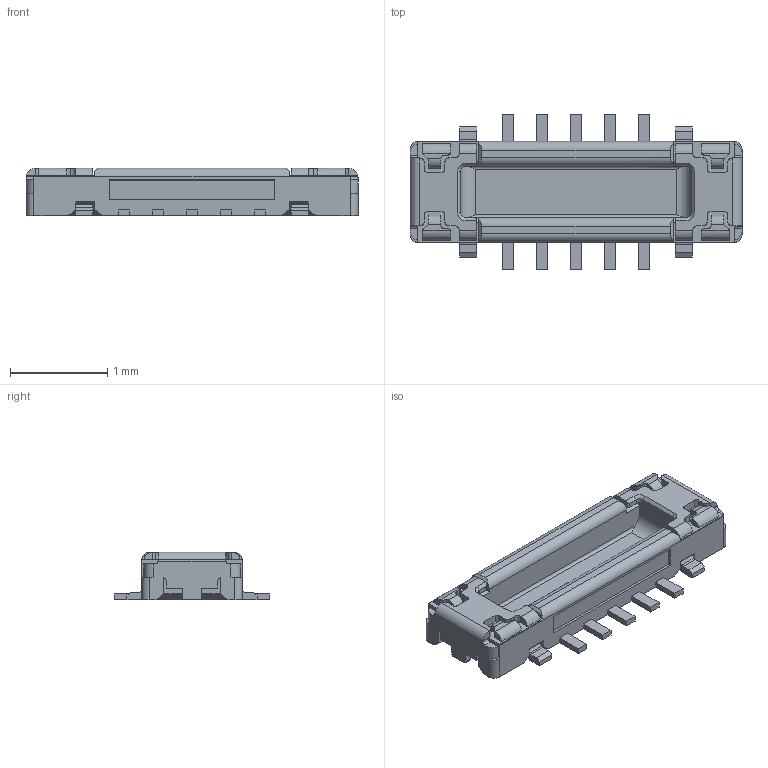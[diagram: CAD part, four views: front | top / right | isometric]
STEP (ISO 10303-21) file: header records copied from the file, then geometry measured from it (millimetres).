
FILE_DESCRIPTION(/* description */ (''),/* implementation_level */ '2;1');
FILE_NAME(/* name */ '2167010109 v3.step',/* time_stamp */ '2023-07-03T21:49:58-06:00',/* author */ (''),/* organization */ (''),/* preprocessor_version */ 'ST-DEVELOPER v19.2',/* originating_system */ 'Autodesk Translation Framework v12.6.0.85',/* authorisation */ '');
FILE_SCHEMA (('AUTOMOTIVE_DESIGN { 1 0 10303 214 3 1 1 }'));
Length unit declared in the file: millimetre
Products named in the file (1): 2167010109
Bounding box: 3.42 x 1.6 x 0.49 mm (x, y, z)
Volume: 1.2 mm3; surface area: 17.3 mm2
Topology: 21 solids, 21 shells, 392 faces, 1004 edges, 656 vertices
Faces by surface type: plane 284, cylinder 104, cone 4
Entity records: 11943 total; most frequent: CARTESIAN_POINT 2181, DIRECTION 2018, ORIENTED_EDGE 2008, EDGE_CURVE 1004, LINE 760, VECTOR 760, VERTEX_POINT 656, AXIS2_PLACEMENT_3D 629
